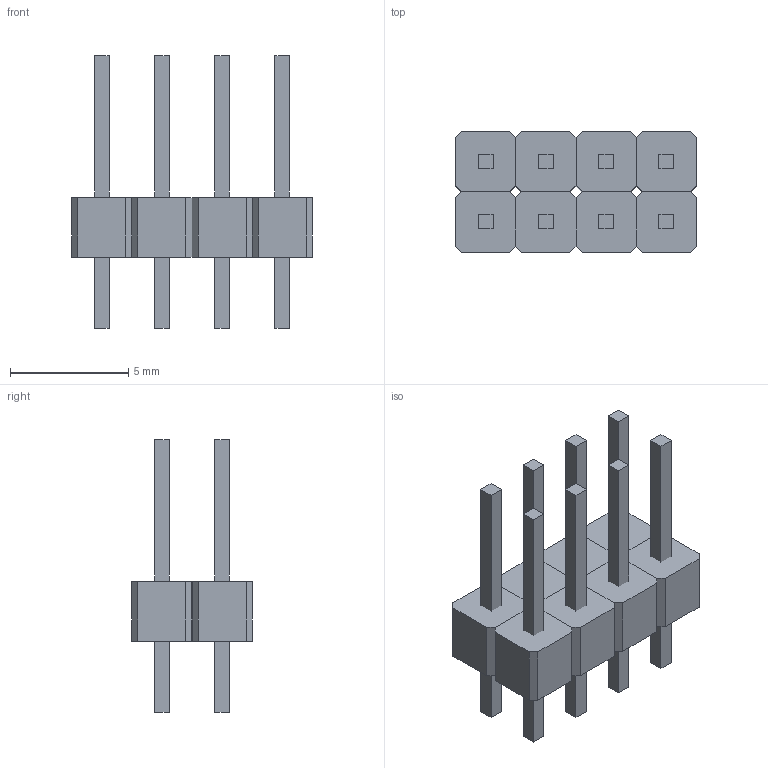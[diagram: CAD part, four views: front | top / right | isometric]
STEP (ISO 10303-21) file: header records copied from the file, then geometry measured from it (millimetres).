
FILE_DESCRIPTION (( 'STEP AP214' ), '1' );
FILE_NAME ('User Library-STRIPM04x02.STEP', '2021-11-19T08:14:12', ( '' ), ( '' ), 'SwSTEP 2.0', 'SolidWorks 2021', '' );
FILE_SCHEMA (( 'AUTOMOTIVE_DESIGN' ));
Length unit declared in the file: millimetre
Products named in the file (6): Extruded; Open CASCADE STEP translator 6.2 1241.1; User Library-STRIPM04x02; 352710992; 352707920; Extruded1
Assembly tree (19 placements, depth 4):
  User Library-STRIPM04x02
    Open CASCADE STEP translator 6.2 1241.1
      352707920  x8
        Extruded1
      352710992  x8
        Extruded
Bounding box: 10.16 x 5.08 x 11.5 mm (x, y, z)
Volume: 160.6 mm3; surface area: 522.7 mm2
Topology: 16 solids, 16 shells, 128 faces, 288 edges, 192 vertices
Faces by surface type: plane 128
Entity records: 740 total; most frequent: DIRECTION 118, CARTESIAN_POINT 101, ORIENTED_EDGE 72, AXIS2_PLACEMENT_3D 41, LINE 36, VECTOR 36, EDGE_CURVE 36, PRODUCT_DEFINITION_SHAPE 25
